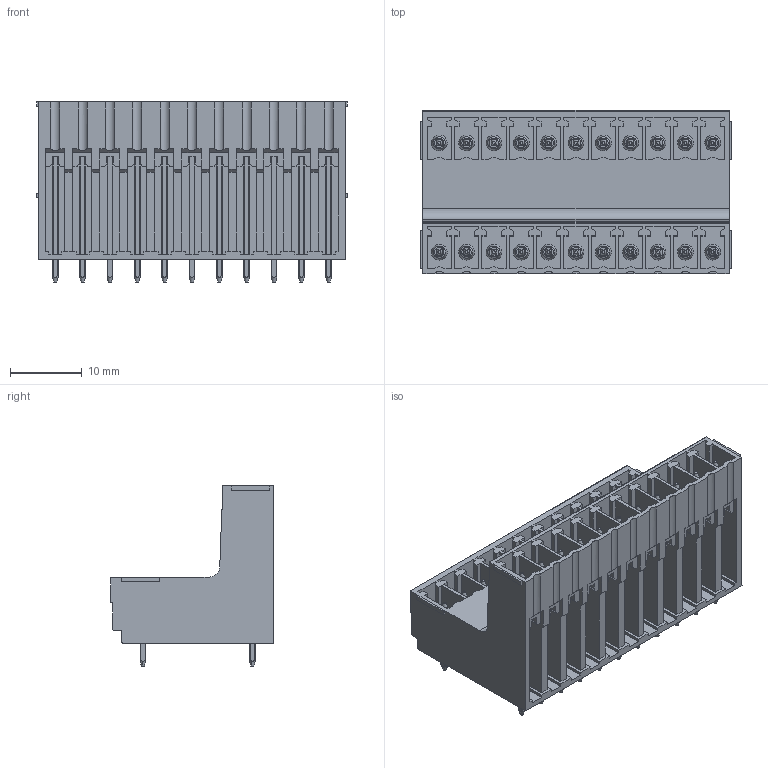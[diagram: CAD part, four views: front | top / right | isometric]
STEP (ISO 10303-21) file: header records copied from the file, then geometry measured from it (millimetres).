
FILE_DESCRIPTION(('CATIA V5 STEP Exchange','CAx-IF Rec.Pracs.--- Model Styling and Organization---1.2---2011-12-15'),'2;1');
FILE_NAME ('D1447339_0_1035570000_1035570000.stp','2018-10-13T11:15:46+00:00',('none'),('Weidmueller'),'CATIA Version 5-6 Release 2014','CATIA V5 STEP AP214','none');
FILE_SCHEMA(('AUTOMOTIVE_DESIGN { 1 0 10303 214 1 1 1 1 }'));
Length unit declared in the file: millimetre
Products named in the file (1): 1035570000
Bounding box: 43.3 x 22.7 x 25.1 mm (x, y, z)
Volume: 8896.2 mm3; surface area: 9893.7 mm2
Topology: 23 solids, 23 shells, 1270 faces, 3519 edges, 2339 vertices
Faces by surface type: plane 834, cylinder 260, cone 132, torus 44
Entity records: 41348 total; most frequent: CARTESIAN_POINT 12293, ORIENTED_EDGE 7038, DIRECTION 4254, EDGE_CURVE 3519, VECTOR 2460, LINE 2460, VERTEX_POINT 2339, EDGE_LOOP 1380
